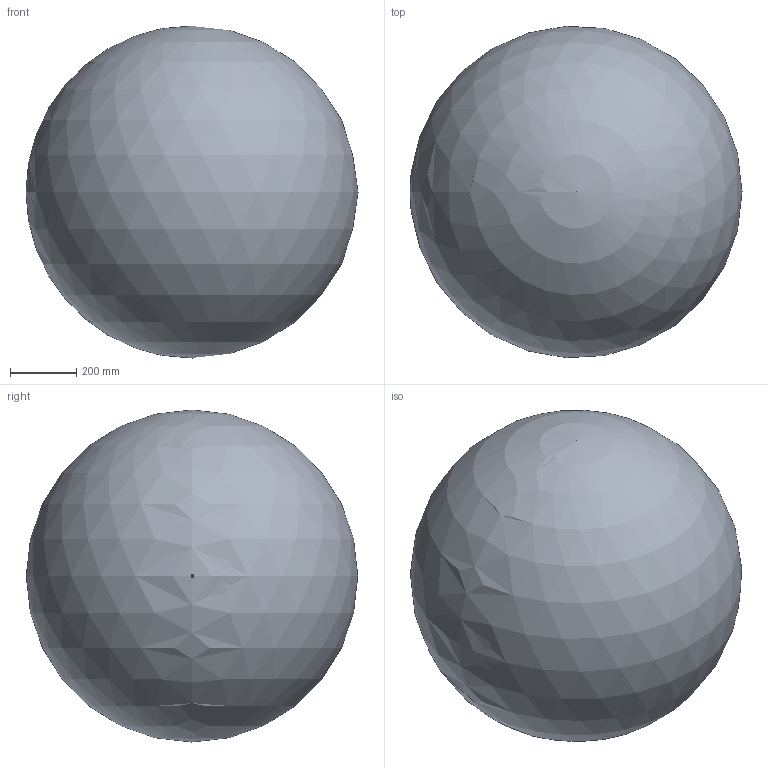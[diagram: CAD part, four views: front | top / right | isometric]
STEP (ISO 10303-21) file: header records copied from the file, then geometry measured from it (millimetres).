
FILE_DESCRIPTION (( 'STEP AP203' ), '1' );
FILE_NAME ('1000-EHK.STEP', '2023-02-22T15:21:51', ( '' ), ( '' ), 'SwSTEP 2.0', 'SolidWorks 2018', '' );
FILE_SCHEMA (( 'CONFIG_CONTROL_DESIGN' ));
Length unit declared in the file: millimetre
Products named in the file (1): 1000-EHK
Bounding box: 1000 x 998.31 x 1000 mm (x, y, z)
Volume: 12466109.2 mm3; surface area: 6233130 mm2
Topology: 1 solids, 2 shells, 198 faces, 528 edges, 352 vertices
Faces by surface type: plane 99, bspline 75, sphere 24
Entity records: 9595 total; most frequent: CARTESIAN_POINT 4930, ORIENTED_EDGE 1044, DIRECTION 818, EDGE_CURVE 522, VERTEX_POINT 348, AXIS2_PLACEMENT_3D 322, EDGE_LOOP 218, CIRCLE 198
